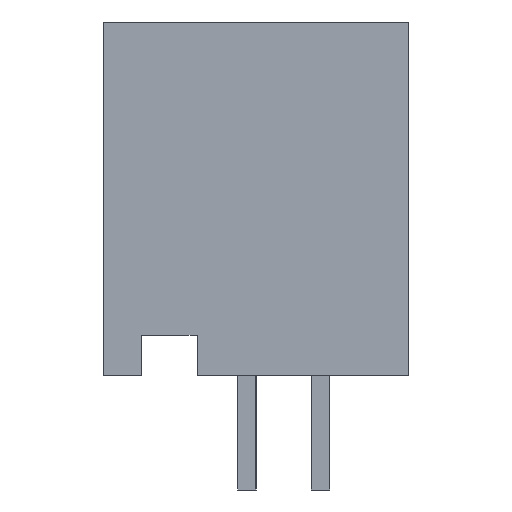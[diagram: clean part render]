
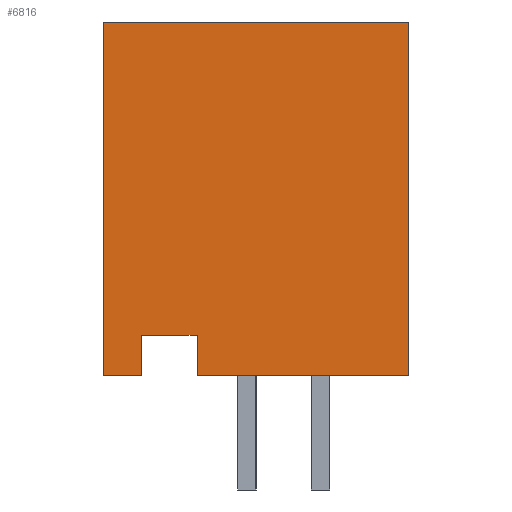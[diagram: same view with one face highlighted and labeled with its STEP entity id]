
A CAD part, left-side view. The second image highlights one B-rep face of the part: STEP entity #6816.
In plain terms, the highlighted planar face has unit normal (-1, 0, 0).
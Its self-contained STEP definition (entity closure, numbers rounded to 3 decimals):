
#667 = PLANE('',#668);
#668 = AXIS2_PLACEMENT_3D('',#669,#670,#671);
#669 = CARTESIAN_POINT('',(-10.,4.15,9.6));
#670 = DIRECTION('',(0.,-1.,0.));
#671 = DIRECTION('',(0.,0.,1.));
#831 = PLANE('',#832);
#832 = AXIS2_PLACEMENT_3D('',#833,#834,#835);
#833 = CARTESIAN_POINT('',(-10.,1.6,0.));
#834 = DIRECTION('',(0.,0.,1.));
#835 = DIRECTION('',(0.,1.,0.));
#1768 = VERTEX_POINT('',#1769);
#1769 = CARTESIAN_POINT('',(-10.,-4.15,0.));
#1783 = PLANE('',#1784);
#1784 = AXIS2_PLACEMENT_3D('',#1785,#1786,#1787);
#1785 = CARTESIAN_POINT('',(-10.,-4.15,9.6));
#1786 = DIRECTION('',(0.,1.,0.));
#1787 = DIRECTION('',(-1.,0.,0.));
#1795 = EDGE_CURVE('',#1796,#1768,#1798,.T.);
#1796 = VERTEX_POINT('',#1797);
#1797 = CARTESIAN_POINT('',(-10.,1.6,0.));
#1798 = SURFACE_CURVE('',#1799,(#1803,#1810),.PCURVE_S1.);
#1799 = LINE('',#1800,#1801);
#1800 = CARTESIAN_POINT('',(-10.,1.6,0.));
#1801 = VECTOR('',#1802,1.);
#1802 = DIRECTION('',(0.,-1.,0.));
#1803 = PCURVE('',#831,#1804);
#1804 = DEFINITIONAL_REPRESENTATION('',(#1805),#1809);
#1805 = LINE('',#1806,#1807);
#1806 = CARTESIAN_POINT('',(0.,0.));
#1807 = VECTOR('',#1808,1.);
#1808 = DIRECTION('',(-1.,0.));
#1809 = ( GEOMETRIC_REPRESENTATION_CONTEXT(2) 
PARAMETRIC_REPRESENTATION_CONTEXT() REPRESENTATION_CONTEXT('2D SPACE',''
  ) );
#1810 = PCURVE('',#1811,#1816);
#1811 = PLANE('',#1812);
#1812 = AXIS2_PLACEMENT_3D('',#1813,#1814,#1815);
#1813 = CARTESIAN_POINT('',(-10.,4.15,9.6));
#1814 = DIRECTION('',(-1.,0.,0.));
#1815 = DIRECTION('',(0.,-1.,0.));
#1816 = DEFINITIONAL_REPRESENTATION('',(#1817),#1821);
#1817 = LINE('',#1818,#1819);
#1818 = CARTESIAN_POINT('',(2.55,-9.6));
#1819 = VECTOR('',#1820,1.);
#1820 = DIRECTION('',(1.,0.));
#1821 = ( GEOMETRIC_REPRESENTATION_CONTEXT(2) 
PARAMETRIC_REPRESENTATION_CONTEXT() REPRESENTATION_CONTEXT('2D SPACE',''
  ) );
#1837 = PLANE('',#1838);
#1838 = AXIS2_PLACEMENT_3D('',#1839,#1840,#1841);
#1839 = CARTESIAN_POINT('',(-10.,1.6,0.));
#1840 = DIRECTION('',(0.,-1.,0.));
#1841 = DIRECTION('',(1.,0.,0.));
#5554 = PLANE('',#5555);
#5555 = AXIS2_PLACEMENT_3D('',#5556,#5557,#5558);
#5556 = CARTESIAN_POINT('',(-10.,4.15,9.6));
#5557 = DIRECTION('',(0.,0.,-1.));
#5558 = DIRECTION('',(0.,-1.,0.));
#5602 = VERTEX_POINT('',#5603);
#5603 = CARTESIAN_POINT('',(-10.,4.15,9.6));
#5624 = EDGE_CURVE('',#5625,#5602,#5627,.T.);
#5625 = VERTEX_POINT('',#5626);
#5626 = CARTESIAN_POINT('',(-10.,-4.15,9.6));
#5627 = SURFACE_CURVE('',#5628,(#5632,#5639),.PCURVE_S1.);
#5628 = LINE('',#5629,#5630);
#5629 = CARTESIAN_POINT('',(-10.,4.15,9.6));
#5630 = VECTOR('',#5631,1.);
#5631 = DIRECTION('',(0.,1.,0.));
#5632 = PCURVE('',#5554,#5633);
#5633 = DEFINITIONAL_REPRESENTATION('',(#5634),#5638);
#5634 = LINE('',#5635,#5636);
#5635 = CARTESIAN_POINT('',(0.,0.));
#5636 = VECTOR('',#5637,1.);
#5637 = DIRECTION('',(-1.,0.));
#5638 = ( GEOMETRIC_REPRESENTATION_CONTEXT(2) 
PARAMETRIC_REPRESENTATION_CONTEXT() REPRESENTATION_CONTEXT('2D SPACE',''
  ) );
#5639 = PCURVE('',#1811,#5640);
#5640 = DEFINITIONAL_REPRESENTATION('',(#5641),#5645);
#5641 = LINE('',#5642,#5643);
#5642 = CARTESIAN_POINT('',(0.,0.));
#5643 = VECTOR('',#5644,1.);
#5644 = DIRECTION('',(-1.,0.));
#5645 = ( GEOMETRIC_REPRESENTATION_CONTEXT(2) 
PARAMETRIC_REPRESENTATION_CONTEXT() REPRESENTATION_CONTEXT('2D SPACE',''
  ) );
#6201 = VERTEX_POINT('',#6202);
#6202 = CARTESIAN_POINT('',(-10.,4.15,0.));
#6216 = PLANE('',#6217);
#6217 = AXIS2_PLACEMENT_3D('',#6218,#6219,#6220);
#6218 = CARTESIAN_POINT('',(-10.,4.15,0.));
#6219 = DIRECTION('',(0.,0.,1.));
#6220 = DIRECTION('',(0.,1.,0.));
#6228 = EDGE_CURVE('',#5602,#6201,#6229,.T.);
#6229 = SURFACE_CURVE('',#6230,(#6234,#6241),.PCURVE_S1.);
#6230 = LINE('',#6231,#6232);
#6231 = CARTESIAN_POINT('',(-10.,4.15,9.6));
#6232 = VECTOR('',#6233,1.);
#6233 = DIRECTION('',(0.,0.,-1.));
#6234 = PCURVE('',#667,#6235);
#6235 = DEFINITIONAL_REPRESENTATION('',(#6236),#6240);
#6236 = LINE('',#6237,#6238);
#6237 = CARTESIAN_POINT('',(0.,0.));
#6238 = VECTOR('',#6239,1.);
#6239 = DIRECTION('',(-1.,0.));
#6240 = ( GEOMETRIC_REPRESENTATION_CONTEXT(2) 
PARAMETRIC_REPRESENTATION_CONTEXT() REPRESENTATION_CONTEXT('2D SPACE',''
  ) );
#6241 = PCURVE('',#1811,#6242);
#6242 = DEFINITIONAL_REPRESENTATION('',(#6243),#6247);
#6243 = LINE('',#6244,#6245);
#6244 = CARTESIAN_POINT('',(0.,0.));
#6245 = VECTOR('',#6246,1.);
#6246 = DIRECTION('',(0.,-1.));
#6247 = ( GEOMETRIC_REPRESENTATION_CONTEXT(2) 
PARAMETRIC_REPRESENTATION_CONTEXT() REPRESENTATION_CONTEXT('2D SPACE',''
  ) );
#6298 = VERTEX_POINT('',#6299);
#6299 = CARTESIAN_POINT('',(-10.,3.1,0.));
#6313 = PLANE('',#6314);
#6314 = AXIS2_PLACEMENT_3D('',#6315,#6316,#6317);
#6315 = CARTESIAN_POINT('',(-10.,3.1,0.));
#6316 = DIRECTION('',(0.,1.,0.));
#6317 = DIRECTION('',(-1.,0.,0.));
#6325 = EDGE_CURVE('',#6201,#6298,#6326,.T.);
#6326 = SURFACE_CURVE('',#6327,(#6331,#6338),.PCURVE_S1.);
#6327 = LINE('',#6328,#6329);
#6328 = CARTESIAN_POINT('',(-10.,4.15,0.));
#6329 = VECTOR('',#6330,1.);
#6330 = DIRECTION('',(0.,-1.,0.));
#6331 = PCURVE('',#6216,#6332);
#6332 = DEFINITIONAL_REPRESENTATION('',(#6333),#6337);
#6333 = LINE('',#6334,#6335);
#6334 = CARTESIAN_POINT('',(0.,0.));
#6335 = VECTOR('',#6336,1.);
#6336 = DIRECTION('',(-1.,0.));
#6337 = ( GEOMETRIC_REPRESENTATION_CONTEXT(2) 
PARAMETRIC_REPRESENTATION_CONTEXT() REPRESENTATION_CONTEXT('2D SPACE',''
  ) );
#6338 = PCURVE('',#1811,#6339);
#6339 = DEFINITIONAL_REPRESENTATION('',(#6340),#6344);
#6340 = LINE('',#6341,#6342);
#6341 = CARTESIAN_POINT('',(0.,-9.6));
#6342 = VECTOR('',#6343,1.);
#6343 = DIRECTION('',(1.,0.));
#6344 = ( GEOMETRIC_REPRESENTATION_CONTEXT(2) 
PARAMETRIC_REPRESENTATION_CONTEXT() REPRESENTATION_CONTEXT('2D SPACE',''
  ) );
#6374 = VERTEX_POINT('',#6375);
#6375 = CARTESIAN_POINT('',(-10.,3.1,1.1));
#6389 = PLANE('',#6390);
#6390 = AXIS2_PLACEMENT_3D('',#6391,#6392,#6393);
#6391 = CARTESIAN_POINT('',(-10.,3.1,1.1));
#6392 = DIRECTION('',(0.,0.,1.));
#6393 = DIRECTION('',(0.,1.,0.));
#6401 = EDGE_CURVE('',#6298,#6374,#6402,.T.);
#6402 = SURFACE_CURVE('',#6403,(#6407,#6414),.PCURVE_S1.);
#6403 = LINE('',#6404,#6405);
#6404 = CARTESIAN_POINT('',(-10.,3.1,0.));
#6405 = VECTOR('',#6406,1.);
#6406 = DIRECTION('',(0.,0.,1.));
#6407 = PCURVE('',#6313,#6408);
#6408 = DEFINITIONAL_REPRESENTATION('',(#6409),#6413);
#6409 = LINE('',#6410,#6411);
#6410 = CARTESIAN_POINT('',(0.,0.));
#6411 = VECTOR('',#6412,1.);
#6412 = DIRECTION('',(0.,1.));
#6413 = ( GEOMETRIC_REPRESENTATION_CONTEXT(2) 
PARAMETRIC_REPRESENTATION_CONTEXT() REPRESENTATION_CONTEXT('2D SPACE',''
  ) );
#6414 = PCURVE('',#1811,#6415);
#6415 = DEFINITIONAL_REPRESENTATION('',(#6416),#6420);
#6416 = LINE('',#6417,#6418);
#6417 = CARTESIAN_POINT('',(1.05,-9.6));
#6418 = VECTOR('',#6419,1.);
#6419 = DIRECTION('',(0.,1.));
#6420 = ( GEOMETRIC_REPRESENTATION_CONTEXT(2) 
PARAMETRIC_REPRESENTATION_CONTEXT() REPRESENTATION_CONTEXT('2D SPACE',''
  ) );
#6450 = VERTEX_POINT('',#6451);
#6451 = CARTESIAN_POINT('',(-10.,1.6,1.1));
#6472 = EDGE_CURVE('',#6374,#6450,#6473,.T.);
#6473 = SURFACE_CURVE('',#6474,(#6478,#6485),.PCURVE_S1.);
#6474 = LINE('',#6475,#6476);
#6475 = CARTESIAN_POINT('',(-10.,3.1,1.1));
#6476 = VECTOR('',#6477,1.);
#6477 = DIRECTION('',(0.,-1.,0.));
#6478 = PCURVE('',#6389,#6479);
#6479 = DEFINITIONAL_REPRESENTATION('',(#6480),#6484);
#6480 = LINE('',#6481,#6482);
#6481 = CARTESIAN_POINT('',(0.,0.));
#6482 = VECTOR('',#6483,1.);
#6483 = DIRECTION('',(-1.,0.));
#6484 = ( GEOMETRIC_REPRESENTATION_CONTEXT(2) 
PARAMETRIC_REPRESENTATION_CONTEXT() REPRESENTATION_CONTEXT('2D SPACE',''
  ) );
#6485 = PCURVE('',#1811,#6486);
#6486 = DEFINITIONAL_REPRESENTATION('',(#6487),#6491);
#6487 = LINE('',#6488,#6489);
#6488 = CARTESIAN_POINT('',(1.05,-8.5));
#6489 = VECTOR('',#6490,1.);
#6490 = DIRECTION('',(1.,0.));
#6491 = ( GEOMETRIC_REPRESENTATION_CONTEXT(2) 
PARAMETRIC_REPRESENTATION_CONTEXT() REPRESENTATION_CONTEXT('2D SPACE',''
  ) );
#6519 = EDGE_CURVE('',#6450,#1796,#6520,.T.);
#6520 = SURFACE_CURVE('',#6521,(#6525,#6532),.PCURVE_S1.);
#6521 = LINE('',#6522,#6523);
#6522 = CARTESIAN_POINT('',(-10.,1.6,0.));
#6523 = VECTOR('',#6524,1.);
#6524 = DIRECTION('',(0.,0.,-1.));
#6525 = PCURVE('',#1837,#6526);
#6526 = DEFINITIONAL_REPRESENTATION('',(#6527),#6531);
#6527 = LINE('',#6528,#6529);
#6528 = CARTESIAN_POINT('',(0.,0.));
#6529 = VECTOR('',#6530,1.);
#6530 = DIRECTION('',(0.,-1.));
#6531 = ( GEOMETRIC_REPRESENTATION_CONTEXT(2) 
PARAMETRIC_REPRESENTATION_CONTEXT() REPRESENTATION_CONTEXT('2D SPACE',''
  ) );
#6532 = PCURVE('',#1811,#6533);
#6533 = DEFINITIONAL_REPRESENTATION('',(#6534),#6538);
#6534 = LINE('',#6535,#6536);
#6535 = CARTESIAN_POINT('',(2.55,-9.6));
#6536 = VECTOR('',#6537,1.);
#6537 = DIRECTION('',(0.,-1.));
#6538 = ( GEOMETRIC_REPRESENTATION_CONTEXT(2) 
PARAMETRIC_REPRESENTATION_CONTEXT() REPRESENTATION_CONTEXT('2D SPACE',''
  ) );
#6591 = EDGE_CURVE('',#1768,#5625,#6592,.T.);
#6592 = SURFACE_CURVE('',#6593,(#6597,#6604),.PCURVE_S1.);
#6593 = LINE('',#6594,#6595);
#6594 = CARTESIAN_POINT('',(-10.,-4.15,9.6));
#6595 = VECTOR('',#6596,1.);
#6596 = DIRECTION('',(0.,0.,1.));
#6597 = PCURVE('',#1783,#6598);
#6598 = DEFINITIONAL_REPRESENTATION('',(#6599),#6603);
#6599 = LINE('',#6600,#6601);
#6600 = CARTESIAN_POINT('',(0.,0.));
#6601 = VECTOR('',#6602,1.);
#6602 = DIRECTION('',(0.,1.));
#6603 = ( GEOMETRIC_REPRESENTATION_CONTEXT(2) 
PARAMETRIC_REPRESENTATION_CONTEXT() REPRESENTATION_CONTEXT('2D SPACE',''
  ) );
#6604 = PCURVE('',#1811,#6605);
#6605 = DEFINITIONAL_REPRESENTATION('',(#6606),#6610);
#6606 = LINE('',#6607,#6608);
#6607 = CARTESIAN_POINT('',(8.3,0.));
#6608 = VECTOR('',#6609,1.);
#6609 = DIRECTION('',(0.,1.));
#6610 = ( GEOMETRIC_REPRESENTATION_CONTEXT(2) 
PARAMETRIC_REPRESENTATION_CONTEXT() REPRESENTATION_CONTEXT('2D SPACE',''
  ) );
#6816 = ADVANCED_FACE('',(#6817),#1811,.T.);
#6817 = FACE_BOUND('',#6818,.T.);
#6818 = EDGE_LOOP('',(#6819,#6820,#6821,#6822,#6823,#6824,#6825,#6826));
#6819 = ORIENTED_EDGE('',*,*,#6228,.T.);
#6820 = ORIENTED_EDGE('',*,*,#6325,.T.);
#6821 = ORIENTED_EDGE('',*,*,#6401,.T.);
#6822 = ORIENTED_EDGE('',*,*,#6472,.T.);
#6823 = ORIENTED_EDGE('',*,*,#6519,.T.);
#6824 = ORIENTED_EDGE('',*,*,#1795,.T.);
#6825 = ORIENTED_EDGE('',*,*,#6591,.T.);
#6826 = ORIENTED_EDGE('',*,*,#5624,.T.);
